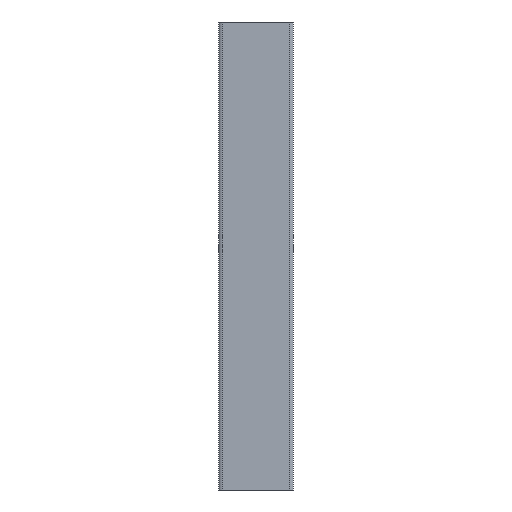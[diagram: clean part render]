
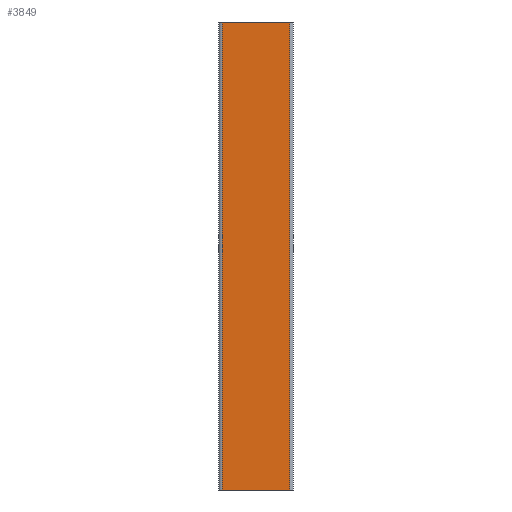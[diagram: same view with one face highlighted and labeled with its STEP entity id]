
A CAD part, front view. The second image highlights one B-rep face of the part: STEP entity #3849.
In plain terms, the highlighted planar face has unit normal (0, -1, 0).
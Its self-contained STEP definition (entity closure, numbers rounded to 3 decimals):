
#669 = DIRECTION ( 'NONE',  ( 0., 0., -1. ) ) ;
#769 = VECTOR ( 'NONE', #669, 1000. ) ;
#770 = CARTESIAN_POINT ( 'NONE',  ( -26543.167, -22050.205, 500. ) ) ;
#771 = LINE ( 'NONE', #770, #769 ) ;
#1601 = CARTESIAN_POINT ( 'NONE',  ( -26543.167, -22050.205, 500. ) ) ;
#1602 = DIRECTION ( 'NONE',  ( 1., 0., 0. ) ) ;
#1603 = VECTOR ( 'NONE', #1602, 1000. ) ;
#1604 = CARTESIAN_POINT ( 'NONE',  ( -26615.167, -22050.205, 500. ) ) ;
#1612 = LINE ( 'NONE', #1604, #1603 ) ;
#1676 = CARTESIAN_POINT ( 'NONE',  ( -26615.167, -22050.205, 500. ) ) ;
#1838 = CARTESIAN_POINT ( 'NONE',  ( -26543.167, -22050.205, 0. ) ) ;
#1846 = CARTESIAN_POINT ( 'NONE',  ( -26615.167, -22050.205, 0. ) ) ;
#1969 = DIRECTION ( 'NONE',  ( 1., 0., 0. ) ) ;
#1970 = VECTOR ( 'NONE', #1969, 1000. ) ;
#1971 = CARTESIAN_POINT ( 'NONE',  ( -26615.167, -22050.205, 0. ) ) ;
#1972 = LINE ( 'NONE', #1971, #1970 ) ;
#2287 = AXIS2_PLACEMENT_3D ( 'NONE', #2383, #2382, #2381 ) ;
#2299 = FACE_OUTER_BOUND ( 'NONE', #4035, .T. ) ;
#2381 = DIRECTION ( 'NONE',  ( 0., 0., 1. ) ) ;
#2382 = DIRECTION ( 'NONE',  ( 0., 1., 0. ) ) ;
#2383 = CARTESIAN_POINT ( 'NONE',  ( -26615.167, -22050.205, 500. ) ) ;
#2395 = PLANE ( 'NONE',  #2287 ) ;
#2559 = DIRECTION ( 'NONE',  ( 0., 0., -1. ) ) ;
#2560 = VECTOR ( 'NONE', #2559, 1000. ) ;
#2568 = CARTESIAN_POINT ( 'NONE',  ( -26615.167, -22050.205, 500. ) ) ;
#2569 = LINE ( 'NONE', #2568, #2560 ) ;
#2760 = ORIENTED_EDGE ( 'NONE', *, *, #4032, .T. ) ;
#2881 = EDGE_CURVE ( 'NONE', #3445, #3501, #771, .T. ) ;
#2889 = ORIENTED_EDGE ( 'NONE', *, *, #3444, .F. ) ;
#2963 = ORIENTED_EDGE ( 'NONE', *, *, #2881, .F. ) ;
#3439 = VERTEX_POINT ( 'NONE', #1676 ) ;
#3444 = EDGE_CURVE ( 'NONE', #3439, #3445, #1612, .T. ) ;
#3445 = VERTEX_POINT ( 'NONE', #1601 ) ;
#3501 = VERTEX_POINT ( 'NONE', #1838 ) ;
#3554 = VERTEX_POINT ( 'NONE', #1846 ) ;
#3568 = EDGE_CURVE ( 'NONE', #3554, #3501, #1972, .T. ) ;
#3849 = ADVANCED_FACE ( 'NONE', ( #2299 ), #2395, .F. ) ;
#3931 = ORIENTED_EDGE ( 'NONE', *, *, #3568, .T. ) ;
#4032 = EDGE_CURVE ( 'NONE', #3439, #3554, #2569, .T. ) ;
#4035 = EDGE_LOOP ( 'NONE', ( #3931, #2963, #2889, #2760 ) ) ;
